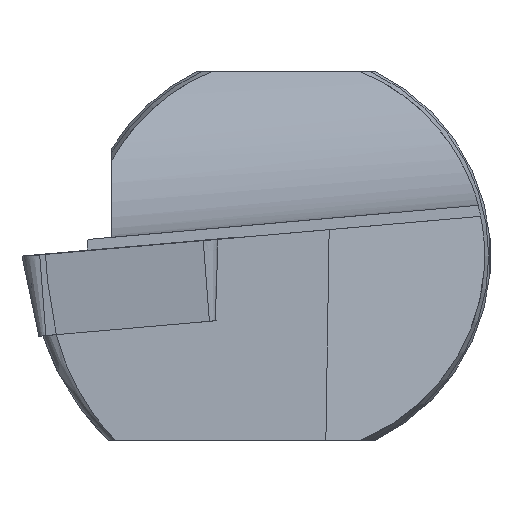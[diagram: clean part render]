
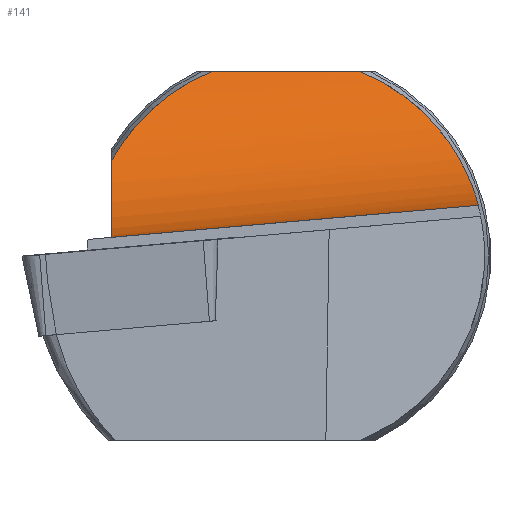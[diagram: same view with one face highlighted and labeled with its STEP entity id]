
A CAD part, left-side view. The second image highlights one B-rep face of the part: STEP entity #141.
In plain terms, the highlighted cylindrical face has radius 12.5 mm (diameter 25 mm), a partial arc.
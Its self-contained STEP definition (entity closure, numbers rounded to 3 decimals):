
#26=ELLIPSE('',#865,12.548,12.5);
#27=ELLIPSE('',#866,143.421,12.5);
#28=B_SPLINE_CURVE_WITH_KNOTS('',3,(#1164,#1165,#1166,#1167,#1168,#1169),
 .UNSPECIFIED.,.F.,.F.,(4,2,4),(0.,0.5,1.),.UNSPECIFIED.);
#33=B_SPLINE_CURVE_WITH_KNOTS('',3,(#1237,#1238,#1239,#1240,#1241,#1242,
#1243,#1244),.UNSPECIFIED.,.F.,.F.,(4,2,2,4),(0.,0.25,0.5,1.),
 .UNSPECIFIED.);
#84=CYLINDRICAL_SURFACE('',#867,12.5);
#141=ADVANCED_FACE('',(#191),#84,.F.);
#191=FACE_OUTER_BOUND('',#239,.T.);
#239=EDGE_LOOP('',(#489,#490,#491,#492,#493));
#294=LINE('',#1330,#347);
#347=VECTOR('',#1051,1.);
#489=ORIENTED_EDGE('',*,*,#746,.F.);
#490=ORIENTED_EDGE('',*,*,#747,.T.);
#491=ORIENTED_EDGE('',*,*,#714,.F.);
#492=ORIENTED_EDGE('',*,*,#748,.T.);
#493=ORIENTED_EDGE('',*,*,#688,.F.);
#603=VERTEX_POINT('',#1162);
#605=VERTEX_POINT('',#1170);
#629=VERTEX_POINT('',#1245);
#630=VERTEX_POINT('',#1246);
#647=VERTEX_POINT('',#1329);
#688=EDGE_CURVE('',#603,#605,#28,.T.);
#714=EDGE_CURVE('',#629,#630,#33,.T.);
#746=EDGE_CURVE('',#647,#603,#26,.T.);
#747=EDGE_CURVE('',#647,#630,#294,.T.);
#748=EDGE_CURVE('',#629,#605,#27,.T.);
#865=AXIS2_PLACEMENT_3D('',#1328,#1049,#1050);
#866=AXIS2_PLACEMENT_3D('',#1331,#1052,#1053);
#867=AXIS2_PLACEMENT_3D('',#1332,#1054,#1055);
#1049=DIRECTION('',(0.,-1.,0.));
#1050=DIRECTION('',(0.,0.,1.));
#1051=DIRECTION('',(0.,-0.996,0.087));
#1052=DIRECTION('',(0.,0.,1.));
#1053=DIRECTION('',(0.,-1.,0.));
#1054=DIRECTION('',(0.,-0.996,0.087));
#1055=DIRECTION('',(0.,-0.087,-0.996));
#1162=CARTESIAN_POINT('',(28.177,-4.472,4.684));
#1164=CARTESIAN_POINT('',(28.177,-4.472,4.684));
#1165=CARTESIAN_POINT('',(28.936,-4.921,5.5));
#1166=CARTESIAN_POINT('',(29.526,-5.561,6.371));
#1167=CARTESIAN_POINT('',(30.366,-7.227,7.908));
#1168=CARTESIAN_POINT('',(30.619,-8.241,8.563));
#1169=CARTESIAN_POINT('',(30.767,-9.354,9.011));
#1170=CARTESIAN_POINT('',(30.767,-9.354,9.011));
#1237=CARTESIAN_POINT('',(30.479,-16.59,9.011));
#1238=CARTESIAN_POINT('',(30.198,-17.765,8.538));
#1239=CARTESIAN_POINT('',(29.758,-18.811,7.839));
#1240=CARTESIAN_POINT('',(28.431,-20.458,6.282));
#1241=CARTESIAN_POINT('',(27.559,-21.038,5.458));
#1242=CARTESIAN_POINT('',(24.491,-22.219,3.354));
#1243=CARTESIAN_POINT('',(21.878,-22.351,2.487));
#1244=CARTESIAN_POINT('',(19.254,-22.351,2.487));
#1245=CARTESIAN_POINT('',(30.479,-16.59,9.011));
#1246=CARTESIAN_POINT('',(19.254,-22.351,2.487));
#1328=CARTESIAN_POINT('',(19.254,-4.472,13.471));
#1329=CARTESIAN_POINT('',(19.254,-4.472,0.923));
#1330=CARTESIAN_POINT('',(19.254,17.057,-0.96));
#1331=CARTESIAN_POINT('',(19.254,46.51,9.011));
#1332=CARTESIAN_POINT('',(19.254,18.147,11.492));
